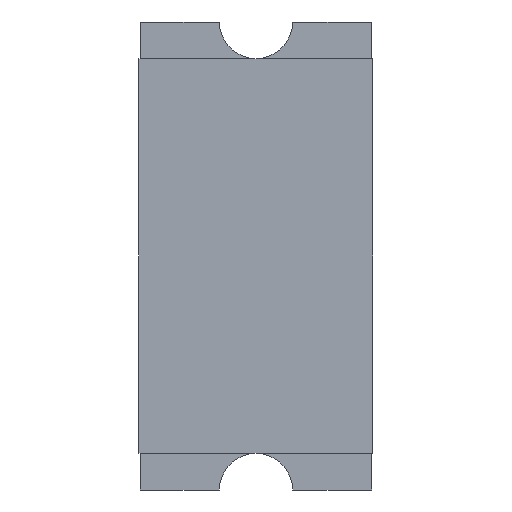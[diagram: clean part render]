
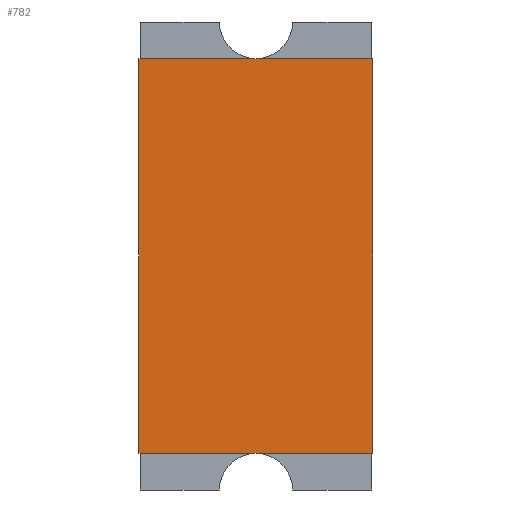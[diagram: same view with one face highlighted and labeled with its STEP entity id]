
A CAD part, front view. The second image highlights one B-rep face of the part: STEP entity #782.
In plain terms, the highlighted planar face has unit normal (0, -1, 0).
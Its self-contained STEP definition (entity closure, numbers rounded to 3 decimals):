
#78=FACE_OUTER_BOUND('',#120,.T.);
#120=EDGE_LOOP('',(#563,#564,#565,#566));
#176=LINE('',#1272,#253);
#177=LINE('',#1274,#254);
#178=LINE('',#1276,#255);
#179=LINE('',#1277,#256);
#253=VECTOR('',#912,10.);
#254=VECTOR('',#913,10.);
#255=VECTOR('',#914,10.);
#256=VECTOR('',#915,10.);
#335=VERTEX_POINT('',#1270);
#336=VERTEX_POINT('',#1271);
#337=VERTEX_POINT('',#1273);
#338=VERTEX_POINT('',#1275);
#422=EDGE_CURVE('',#335,#336,#176,.T.);
#423=EDGE_CURVE('',#337,#336,#177,.T.);
#424=EDGE_CURVE('',#338,#337,#178,.T.);
#425=EDGE_CURVE('',#338,#335,#179,.T.);
#563=ORIENTED_EDGE('',*,*,#422,.T.);
#564=ORIENTED_EDGE('',*,*,#423,.F.);
#565=ORIENTED_EDGE('',*,*,#424,.F.);
#566=ORIENTED_EDGE('',*,*,#425,.T.);
#699=PLANE('',#833);
#782=ADVANCED_FACE('',(#78),#699,.T.);
#833=AXIS2_PLACEMENT_3D('',#1269,#910,#911);
#910=DIRECTION('center_axis',(0.,-1.,0.));
#911=DIRECTION('ref_axis',(0.,0.,-1.));
#912=DIRECTION('',(0.,0.,1.));
#913=DIRECTION('',(1.,0.,0.));
#914=DIRECTION('',(0.,0.,1.));
#915=DIRECTION('',(1.,0.,0.));
#1269=CARTESIAN_POINT('Origin',(-0.8,-0.01,1.35));
#1270=CARTESIAN_POINT('',(0.8,-0.01,-1.35));
#1271=CARTESIAN_POINT('',(0.8,-0.01,1.35));
#1272=CARTESIAN_POINT('',(0.8,-0.01,0.675));
#1273=CARTESIAN_POINT('',(-0.8,-0.01,1.35));
#1274=CARTESIAN_POINT('',(-0.8,-0.01,1.35));
#1275=CARTESIAN_POINT('',(-0.8,-0.01,-1.35));
#1276=CARTESIAN_POINT('',(-0.8,-0.01,-1.35));
#1277=CARTESIAN_POINT('',(-0.8,-0.01,-1.35));
